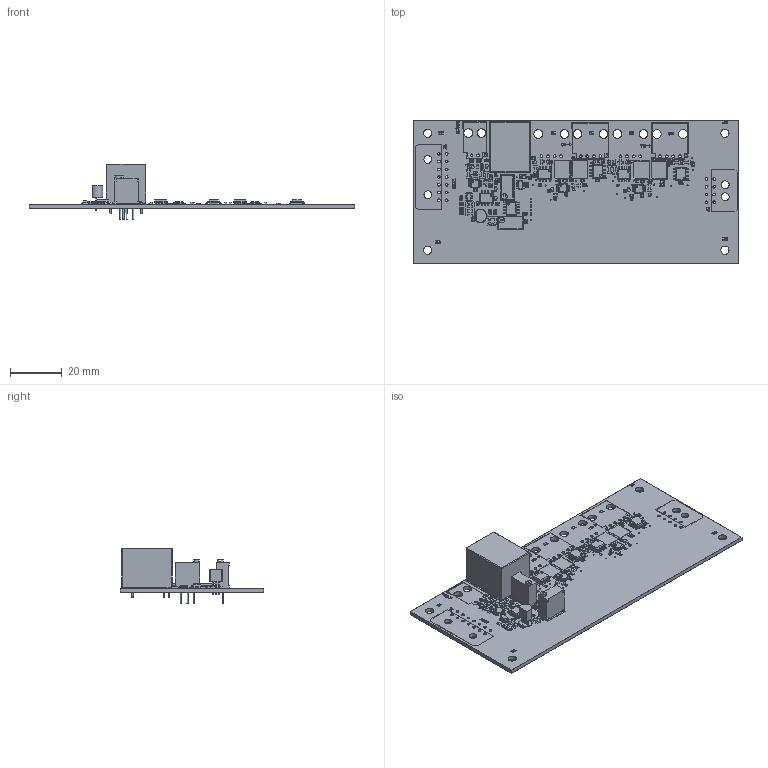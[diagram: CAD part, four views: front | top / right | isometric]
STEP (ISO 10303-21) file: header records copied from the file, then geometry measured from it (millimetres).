
FILE_DESCRIPTION(('KiCad electronic assembly'),'2;1');
FILE_NAME('chop-controller-heat.step','2025-05-29T15:37:08',('Pcbnew'),( 'Kicad'),'Open CASCADE STEP processor 7.8','KiCad to STEP converter' ,'Unknown');
FILE_SCHEMA(('AUTOMOTIVE_DESIGN { 1 0 10303 214 1 1 1 1 }'));
Length unit declared in the file: millimetre
Products named in the file (13): chop-controller-heat 1; R_0603_1608Metric; C_0603_1608Metric; SOIC-8_3.9x4.9mm_P1.27mm; TO-92_Inline; D_SOD-323; MSOP-8_3x3mm_P0.65mm; SOT-23-6; Potentiometer_Bourns_3296W_Vertical; Relay_SPDT_SANYOU_SRD_Series_Form_C; chop-controller-heat_silkscreen; chop-controller-heat_soldermask; chop-controller-heat_PCB
Assembly tree (53 placements, depth 2):
  chop-controller-heat 1
    R_0603_1608Metric  x14
    C_0603_1608Metric  x20
    SOIC-8_3.9x4.9mm_P1.27mm  x6
    TO-92_Inline
    D_SOD-323
    MSOP-8_3x3mm_P0.65mm  x3
    SOT-23-6  x2
    Potentiometer_Bourns_3296W_Vertical  x2
    Relay_SPDT_SANYOU_SRD_Series_Form_C
    chop-controller-heat_silkscreen
    chop-controller-heat_soldermask
    chop-controller-heat_PCB
Bounding box: 126.36 x 55.78 x 21.62 mm (x, y, z)
Volume: 16068.2 mm3; surface area: 32215.6 mm2
Topology: 51 solids, 382 shells, 3244 faces, 13186 edges, 10437 vertices
Faces by surface type: plane 2018, cylinder 848, bspline 374, sphere 4
Full cylindrical faces by diameter (mm): 0.4 x34, 0.5 x3, 0.51 x6, 0.6 x6, 0.75 x3, 0.8 x6, 1 x2, 1.02 x22, 1.09 x18, 1.3 x3, 2.19 x2, 3 x4, 3.2 x4, 3.4 x10
Entity records: 83038 total; most frequent: CARTESIAN_POINT 16336, DIRECTION 11717, ORIENTED_EDGE 9755, EDGE_CURVE 7713, VERTEX_POINT 6955, LINE 5573, VECTOR 5573, AXIS2_PLACEMENT_3D 3072
